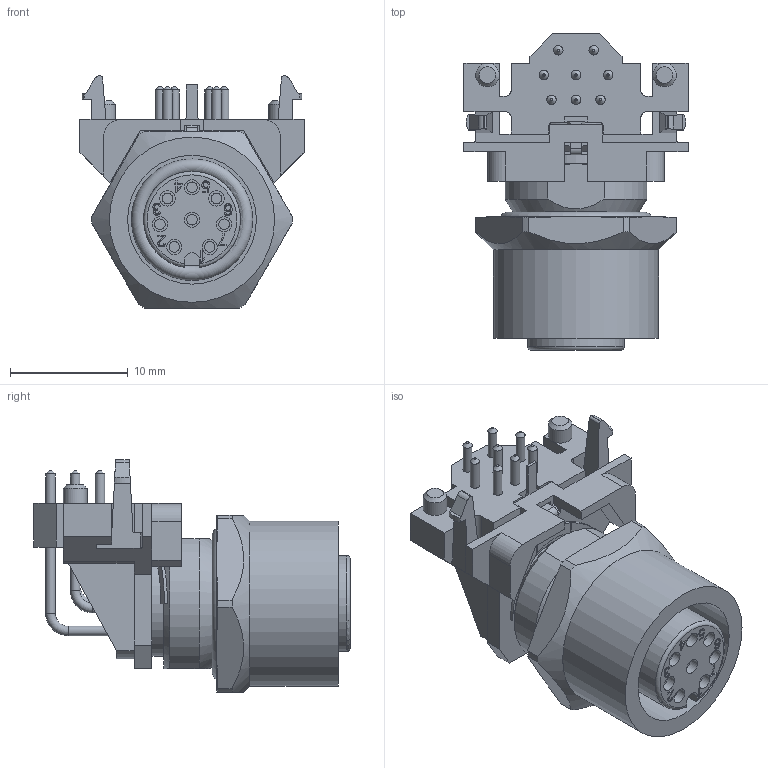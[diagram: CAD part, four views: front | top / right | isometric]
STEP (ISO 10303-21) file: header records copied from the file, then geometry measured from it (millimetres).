
FILE_DESCRIPTION(/* description */ (''),/* implementation_level */ '2;1');
FILE_NAME(/* name */ '43-02639_43K1A3060.stp',/* time_stamp */ '2016-01-07T13:33:30+01:00',/* author */ ('rosariaboeckeler'),/* organization */ (''),/* preprocessor_version */ 'ST-DEVELOPER v15.6',/* originating_system */ 'Autodesk Inventor 2015',/* authorisation */ '');
FILE_SCHEMA (('AUTOMOTIVE_DESIGN { 1 0 10303 214 3 1 1 }'));
Length unit declared in the file: millimetre
Products named in the file (1): Bauteil3
Bounding box: 19 x 26.8 x 19.7 mm (x, y, z)
Volume: 2850.8 mm3; surface area: 3297.3 mm2
Topology: 1 solids, 2 shells, 418 faces, 1109 edges, 719 vertices
Faces by surface type: plane 232, cylinder 97, bspline 54, cone 22, torus 13
Full cylindrical faces by diameter (mm): 0.8 x24, 0.9 x8, 1.3 x8, 2 x2, 7.6 x1, 8.9 x1, 9.5 x1, 10.7 x1, 10.92 x1, 14 x1, 14.5 x1
Entity records: 13221 total; most frequent: CARTESIAN_POINT 2976, ORIENTED_EDGE 2048, DIRECTION 1826, EDGE_CURVE 1023, VERTEX_POINT 708, LINE 646, VECTOR 646, AXIS2_PLACEMENT_3D 590
